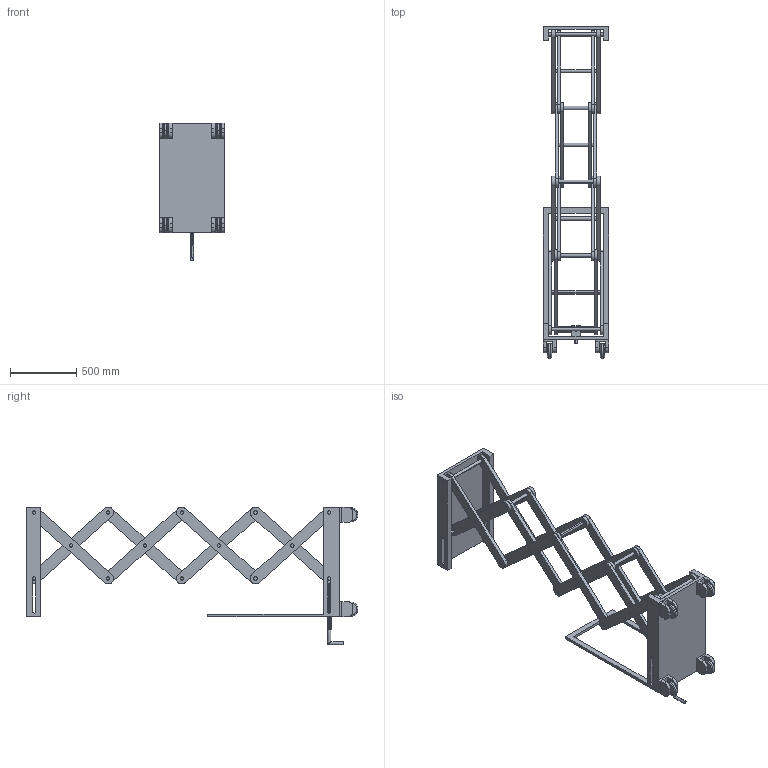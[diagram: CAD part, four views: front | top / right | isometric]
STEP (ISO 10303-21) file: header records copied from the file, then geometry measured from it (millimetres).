
FILE_DESCRIPTION(('FreeCAD Model'),'2;1');
FILE_NAME('Open CASCADE Shape Model','2025-05-01T19:11:43',('FreeCAD'),( 'FreeCAD'),'Open CASCADE STEP processor 7.6','FreeCAD','Unknown');
FILE_SCHEMA(('AUTOMOTIVE_DESIGN { 1 0 10303 214 1 1 1 1 }'));
Products named in the file (1): Open CASCADE STEP translator 7.6 1
Bounding box: 496.7 x 2499.23 x 1038.93 mm (x, y, z)
Volume: 67019920.2 mm3; surface area: 6610675.7 mm2
Topology: 41 solids, 41 shells, 675 faces, 1691 edges, 1114 vertices
Faces by surface type: bspline 675
Entity records: 51273 total; most frequent: CARTESIAN_POINT 41226, ORIENTED_EDGE 3382, EDGE_CURVE 1691, B_SPLINE_CURVE_WITH_KNOTS 1210, VERTEX_POINT 1114, FACE_BOUND 809, EDGE_LOOP 809, ADVANCED_FACE 675
